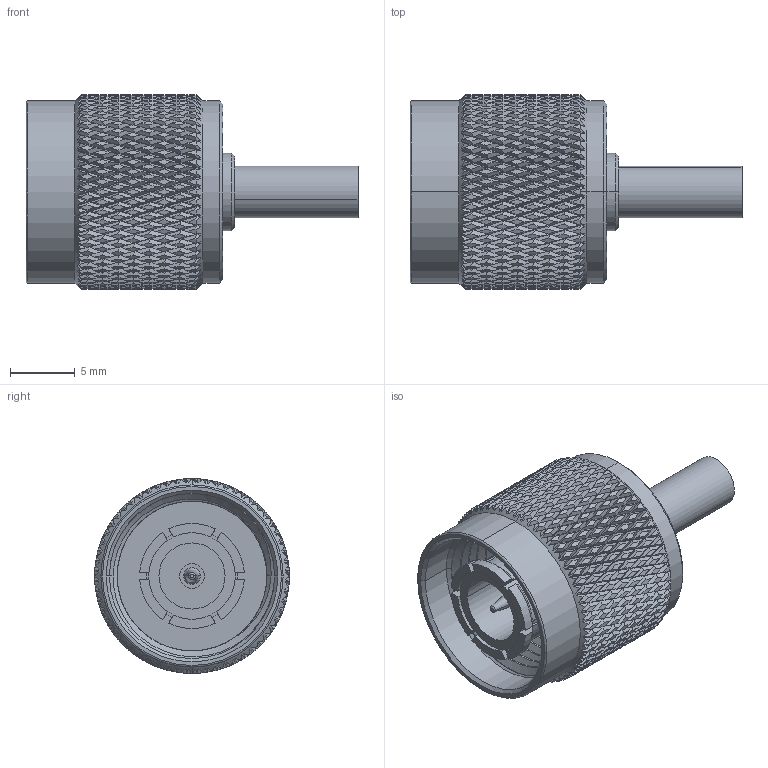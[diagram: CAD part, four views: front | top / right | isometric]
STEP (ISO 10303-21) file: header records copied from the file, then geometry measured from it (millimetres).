
FILE_DESCRIPTION (( 'STEP AP203' ), '1' );
FILE_NAME ('PE45527_3D.STEP', '2021-07-15T12:56:54', ( '' ), ( '' ), 'SwSTEP 2.0', 'SolidWorks 2020', '' );
FILE_SCHEMA (( 'CONFIG_CONTROL_DESIGN' ));
Products named in the file (4): PE45527_3D; PE45527-MA2; PE45527_Crimped; PE45527 MA1
Assembly tree (3 placements, depth 2):
  PE45527_3D
    PE45527_Crimped
    PE45527 MA1
    PE45527-MA2
Bounding box: 25.54 x 14.99 x 14.99 mm (x, y, z)
Volume: 1780 mm3; surface area: 2485.7 mm2
Topology: 3 solids, 3 shells, 2786 faces, 5861 edges, 3092 vertices
Faces by surface type: bspline 2163, cylinder 550, plane 42, cone 27, torus 4
Entity records: 110984 total; most frequent: CARTESIAN_POINT 75087, ORIENTED_EDGE 11722, EDGE_CURVE 5861, VERTEX_POINT 3092, EDGE_LOOP 2801, FACE_OUTER_BOUND 2786, ADVANCED_FACE 2786, B_SPLINE_CURVE_WITH_KNOTS 2427
